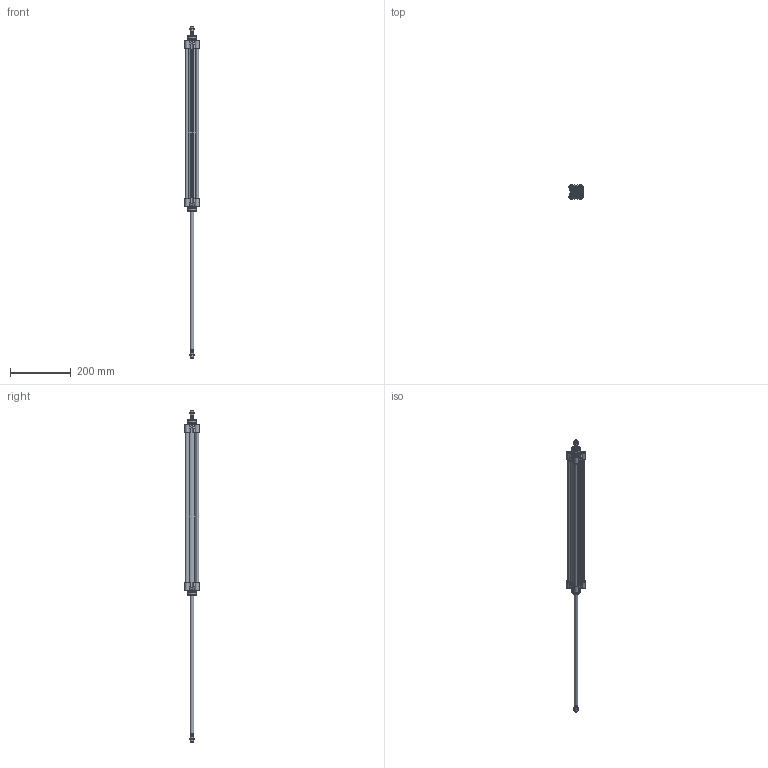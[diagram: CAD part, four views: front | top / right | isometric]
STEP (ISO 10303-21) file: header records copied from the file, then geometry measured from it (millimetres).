
FILE_DESCRIPTION(/* description */ ('CILINDRO D.E. MAGNETICO AMMORTIZZATO ISO 15552'),/* implementation_level */ '2;1');
FILE_NAME(/* name */ 'HDMP032.450.GS.M.stp',/* time_stamp */ '2021-03-09T16:03:51+01:00',/* author */ ('carlo.corazza'),/* organization */ (''),/* preprocessor_version */ 'ST-DEVELOPER v18.1',/* originating_system */ 'Autodesk Inventor 2020',/* authorisation */ '');
FILE_SCHEMA (('AUTOMOTIVE_DESIGN { 1 0 10303 214 3 1 1 }'));
Length unit declared in the file: millimetre
Products named in the file (6): HDMP032.450.GS.M; CORPO-450; STELO H032-450; TA032; 29.2010.000.0; STELO H032-450_1
Assembly tree (7 placements, depth 2):
  HDMP032.450.GS.M
    29.2010.000.0  x2
    CORPO-450
    STELO H032-450
    TA032  x2
    STELO H032-450_1
Bounding box: 47 x 47 x 1090 mm (x, y, z)
Volume: 504562.5 mm3; surface area: 322137.9 mm2
Topology: 7 solids, 13 shells, 1019 faces, 2605 edges, 1700 vertices
Faces by surface type: plane 350, cylinder 265, bspline 182, cone 124, torus 78, sphere 20
Full cylindrical faces by diameter (mm): 2.1 x2, 4.917 x8, 6 x8, 6.2 x8, 7 x2, 7.9 x2, 7.991 x2, 8 x2, 8.566 x2, 8.647 x2, 10 x10, 10.3 x8, 11.6 x2, 11.804 x2, 12 x4, 12.8 x2, 12.847 x2, 16 x2, 22 x4, 28 x2, 30 x2, 32 x3
Entity records: 21641 total; most frequent: CARTESIAN_POINT 5658, ORIENTED_EDGE 3224, DIRECTION 3124, EDGE_CURVE 1612, AXIS2_PLACEMENT_3D 1200, VERTEX_POINT 1063, LINE 724, VECTOR 724
